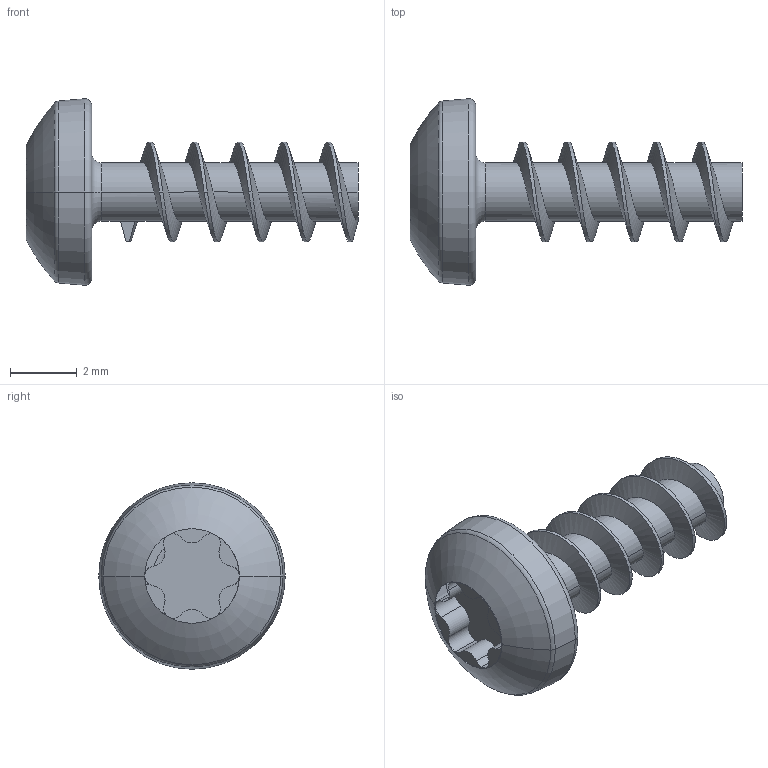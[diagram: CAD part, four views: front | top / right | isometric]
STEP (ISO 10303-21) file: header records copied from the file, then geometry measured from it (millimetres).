
FILE_DESCRIPTION (( 'STEP AP214' ), '1' );
FILE_NAME ('TR Fastenings Ltd-3mmX8mm.STEP', '2019-07-25T15:06:47', ( '' ), ( '' ), 'SwSTEP 2.0', 'SolidWorks 2019', '' );
FILE_SCHEMA (( 'AUTOMOTIVE_DESIGN' ));
Length unit declared in the file: millimetre
Products named in the file (1): TR Fastenings Ltd-3mmX8mm
Bounding box: 9.97 x 5.6 x 5.6 mm (x, y, z)
Volume: 60.5 mm3; surface area: 162.8 mm2
Topology: 1 solids, 1 shells, 63 faces, 164 edges, 104 vertices
Faces by surface type: cylinder 40, plane 11, torus 8, cone 2, bspline 2
Entity records: 2397 total; most frequent: CARTESIAN_POINT 894, ORIENTED_EDGE 328, DIRECTION 315, EDGE_CURVE 164, AXIS2_PLACEMENT_3D 133, VERTEX_POINT 104, CIRCLE 71, EDGE_LOOP 64
